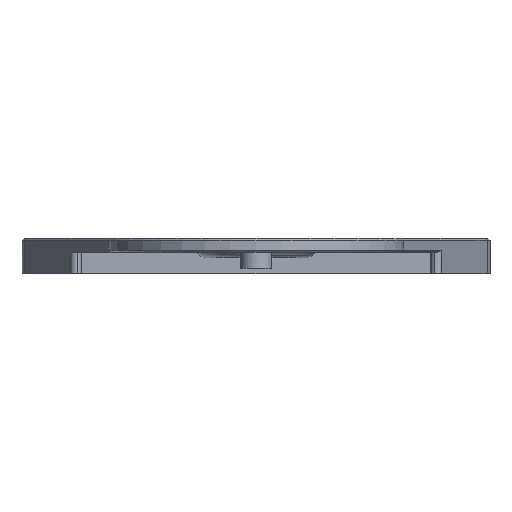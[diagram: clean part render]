
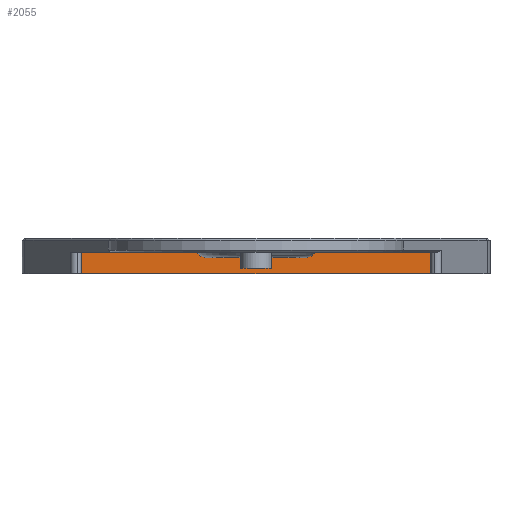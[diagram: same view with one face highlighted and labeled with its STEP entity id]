
A CAD part, front view. The second image highlights one B-rep face of the part: STEP entity #2055.
In plain terms, the highlighted planar face has unit normal (0, -1, 0).
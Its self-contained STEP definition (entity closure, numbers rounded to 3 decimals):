
#11 = ORIENTED_EDGE ( 'NONE', *, *, #518, .F. ) ;
#46 = VERTEX_POINT ( 'NONE', #1588 ) ;
#71 = DIRECTION ( 'NONE',  ( 0., 0., 1. ) ) ;
#83 = VERTEX_POINT ( 'NONE', #2548 ) ;
#127 = DIRECTION ( 'NONE',  ( 1., 0., 0. ) ) ;
#253 = VECTOR ( 'NONE', #71, 1000. ) ;
#336 = LINE ( 'NONE', #1917, #745 ) ;
#393 = CARTESIAN_POINT ( 'NONE',  ( 33.572, 40.067, 21.4 ) ) ;
#476 = VECTOR ( 'NONE', #2268, 1000. ) ;
#508 = CARTESIAN_POINT ( 'NONE',  ( -33.572, 40.067, 21.4 ) ) ;
#515 = ORIENTED_EDGE ( 'NONE', *, *, #2680, .F. ) ;
#518 = EDGE_CURVE ( 'NONE', #46, #83, #1822, .T. ) ;
#547 = ORIENTED_EDGE ( 'NONE', *, *, #2384, .T. ) ;
#576 = PLANE ( 'NONE',  #2158 ) ;
#610 = FACE_OUTER_BOUND ( 'NONE', #1968, .T. ) ;
#734 = CARTESIAN_POINT ( 'NONE',  ( 33.572, 40.067, 21.4 ) ) ;
#745 = VECTOR ( 'NONE', #127, 1000. ) ;
#1159 = DIRECTION ( 'NONE',  ( 0., 0., 1. ) ) ;
#1242 = CARTESIAN_POINT ( 'NONE',  ( -33.572, 40.067, 21.4 ) ) ;
#1479 = EDGE_CURVE ( 'NONE', #2174, #1769, #2012, .T. ) ;
#1588 = CARTESIAN_POINT ( 'NONE',  ( -33.572, 40.067, 21.4 ) ) ;
#1746 = LINE ( 'NONE', #2238, #476 ) ;
#1769 = VERTEX_POINT ( 'NONE', #2700 ) ;
#1822 = LINE ( 'NONE', #508, #2069 ) ;
#1885 = DIRECTION ( 'NONE',  ( 0., -1., 0. ) ) ;
#1892 = ORIENTED_EDGE ( 'NONE', *, *, #1479, .T. ) ;
#1909 = DIRECTION ( 'NONE',  ( 1., 0., 0. ) ) ;
#1917 = CARTESIAN_POINT ( 'NONE',  ( -33.572, 40.067, 25.4 ) ) ;
#1968 = EDGE_LOOP ( 'NONE', ( #515, #11, #547, #1892 ) ) ;
#2012 = LINE ( 'NONE', #734, #253 ) ;
#2055 = ADVANCED_FACE ( 'NONE', ( #610 ), #576, .T. ) ;
#2069 = VECTOR ( 'NONE', #1159, 1000. ) ;
#2158 = AXIS2_PLACEMENT_3D ( 'NONE', #1242, #1885, #1909 ) ;
#2174 = VERTEX_POINT ( 'NONE', #393 ) ;
#2238 = CARTESIAN_POINT ( 'NONE',  ( -33.572, 40.067, 21.4 ) ) ;
#2268 = DIRECTION ( 'NONE',  ( 1., 0., 0. ) ) ;
#2384 = EDGE_CURVE ( 'NONE', #46, #2174, #1746, .T. ) ;
#2548 = CARTESIAN_POINT ( 'NONE',  ( -33.572, 40.067, 25.4 ) ) ;
#2680 = EDGE_CURVE ( 'NONE', #83, #1769, #336, .T. ) ;
#2700 = CARTESIAN_POINT ( 'NONE',  ( 33.572, 40.067, 25.4 ) ) ;
